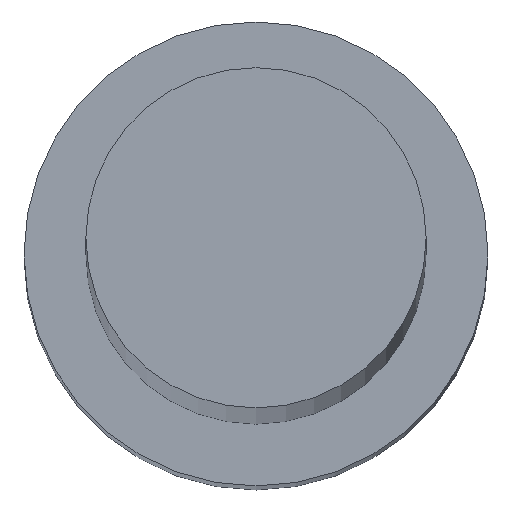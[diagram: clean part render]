
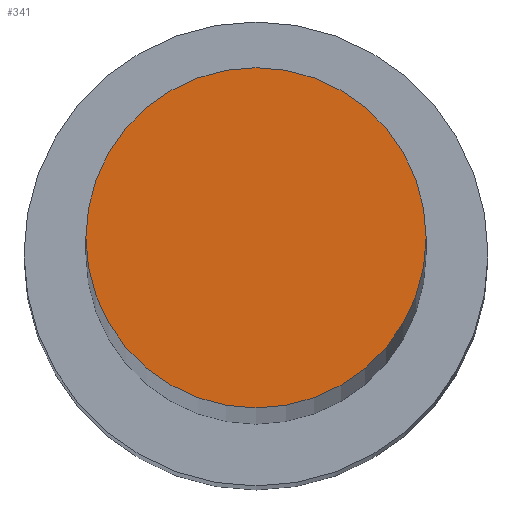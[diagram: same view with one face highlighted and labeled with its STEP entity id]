
A CAD part, top view. The second image highlights one B-rep face of the part: STEP entity #341.
In plain terms, the highlighted planar face has unit normal (0, 0, 1).
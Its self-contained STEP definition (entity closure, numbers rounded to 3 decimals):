
#107=CARTESIAN_POINT('',(-9.731,24.255,54.144));
#108=DIRECTION('',(0.,0.,1.));
#109=DIRECTION('',(1.,0.,0.));
#110=AXIS2_PLACEMENT_3D('',#107,#108,#109);
#112=CARTESIAN_POINT('',(-9.731,24.255,54.144));
#113=DIRECTION('',(0.,0.,1.));
#114=DIRECTION('',(-1.,0.,0.));
#115=AXIS2_PLACEMENT_3D('',#112,#113,#114);
#121=CARTESIAN_POINT('',(-10.831,24.255,54.144));
#123=VERTEX_POINT('',#121);
#127=CARTESIAN_POINT('',(-8.631,24.255,54.144));
#128=VERTEX_POINT('',#127);
#332=CARTESIAN_POINT('',(-8.539,23.065,54.144));
#333=DIRECTION('',(0.,0.,1.));
#334=DIRECTION('',(0.,1.,0.));
#335=AXIS2_PLACEMENT_3D('',#332,#333,#334);
#336=PLANE('',#335);
#337=ORIENTED_EDGE('',*,*,#172,.F.);
#338=ORIENTED_EDGE('',*,*,#148,.F.);
#339=EDGE_LOOP('',(#337,#338));
#340=FACE_OUTER_BOUND('',#339,.F.);
#341=ADVANCED_FACE('',(#340),#336,.T.);
#111=CIRCLE('',#110,1.1);
#116=CIRCLE('',#115,1.1);
#148=EDGE_CURVE('',#123,#128,#116,.T.);
#172=EDGE_CURVE('',#128,#123,#111,.T.);
